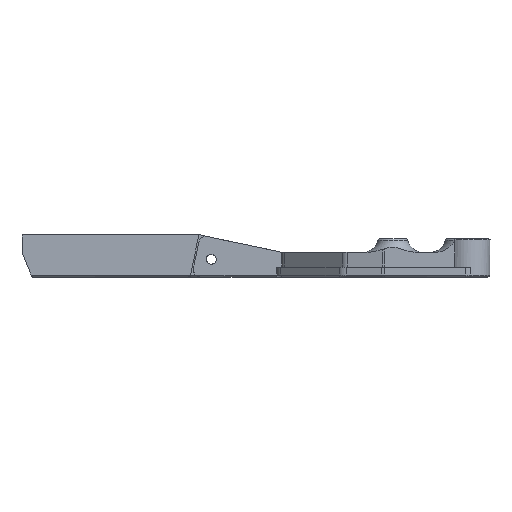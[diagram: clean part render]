
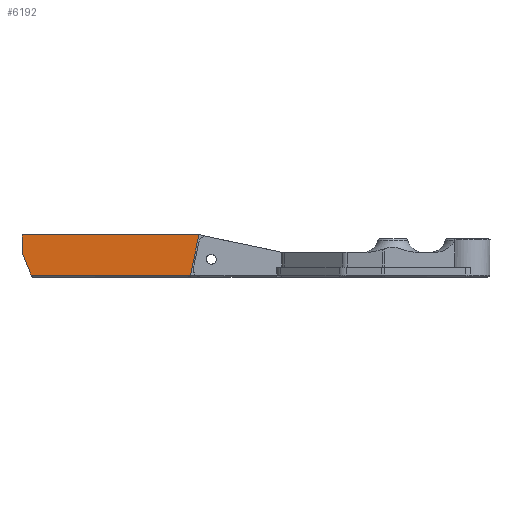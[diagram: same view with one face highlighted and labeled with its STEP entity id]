
A CAD part, left-side view. The second image highlights one B-rep face of the part: STEP entity #6192.
In plain terms, the highlighted planar face has unit normal (-1, 0, 0).
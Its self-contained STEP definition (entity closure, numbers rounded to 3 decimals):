
#1108=FACE_OUTER_BOUND('',#1470,.T.);
#1470=EDGE_LOOP('',(#5753,#5754,#5755,#5756,#5757));
#1866=LINE('',#12167,#2308);
#1880=LINE('',#12219,#2322);
#1905=LINE('',#12320,#2347);
#1912=LINE('',#12348,#2354);
#1913=LINE('',#12350,#2355);
#2308=VECTOR('',#7961,10.);
#2322=VECTOR('',#8005,10.);
#2347=VECTOR('',#8074,10.);
#2354=VECTOR('',#8097,10.);
#2355=VECTOR('',#8100,10.);
#2928=VERTEX_POINT('',#12165);
#2929=VERTEX_POINT('',#12166);
#2944=VERTEX_POINT('',#12218);
#2961=VERTEX_POINT('',#12319);
#2964=VERTEX_POINT('',#12346);
#3828=EDGE_CURVE('',#2928,#2929,#1866,.T.);
#3851=EDGE_CURVE('',#2944,#2929,#1880,.T.);
#3885=EDGE_CURVE('',#2944,#2961,#1905,.T.);
#3896=EDGE_CURVE('',#2961,#2964,#1912,.T.);
#3897=EDGE_CURVE('',#2928,#2964,#1913,.T.);
#5753=ORIENTED_EDGE('',*,*,#3828,.F.);
#5754=ORIENTED_EDGE('',*,*,#3897,.T.);
#5755=ORIENTED_EDGE('',*,*,#3896,.F.);
#5756=ORIENTED_EDGE('',*,*,#3885,.F.);
#5757=ORIENTED_EDGE('',*,*,#3851,.T.);
#5862=PLANE('',#6697);
#6192=ADVANCED_FACE('',(#1108),#5862,.T.);
#6697=AXIS2_PLACEMENT_3D('',#12349,#8098,#8099);
#7961=DIRECTION('',(0.,1.,0.));
#8005=DIRECTION('',(0.,-0.371,-0.928));
#8074=DIRECTION('',(0.,0.,1.));
#8097=DIRECTION('',(0.,-1.,0.));
#8098=DIRECTION('center_axis',(-1.,0.,0.));
#8099=DIRECTION('ref_axis',(0.,-1.,0.));
#8100=DIRECTION('',(0.,-0.208,0.978));
#12165=CARTESIAN_POINT('',(-5.208,40.131,-3.339));
#12166=CARTESIAN_POINT('',(-5.208,72.309,-3.339));
#12167=CARTESIAN_POINT('',(-5.208,37.653,-3.339));
#12218=CARTESIAN_POINT('',(-5.208,74.149,1.261));
#12219=CARTESIAN_POINT('',(-5.208,72.287,-3.395));
#12319=CARTESIAN_POINT('',(-5.208,74.149,4.761));
#12320=CARTESIAN_POINT('',(-5.208,74.149,-3.739));
#12346=CARTESIAN_POINT('',(-5.208,38.406,4.761));
#12348=CARTESIAN_POINT('',(-5.208,43.042,4.761));
#12349=CARTESIAN_POINT('Origin',(-5.208,74.149,-3.739));
#12350=CARTESIAN_POINT('',(-5.208,40.042,-2.921));
